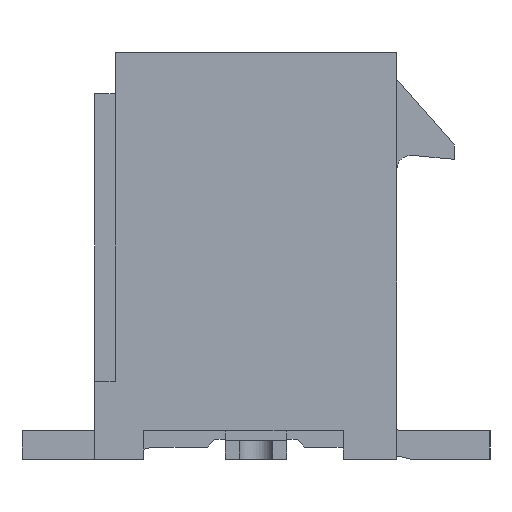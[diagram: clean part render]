
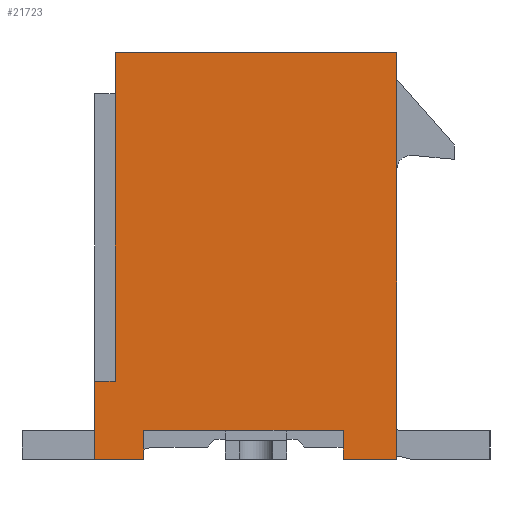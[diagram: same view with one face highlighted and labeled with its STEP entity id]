
A CAD part, left-side view. The second image highlights one B-rep face of the part: STEP entity #21723.
In plain terms, the highlighted face is planar.
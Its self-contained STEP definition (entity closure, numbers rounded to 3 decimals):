
#5202=ORIENTED_EDGE('',*,*,#9158,.F.);
#5203=ORIENTED_EDGE('',*,*,#9303,.F.);
#5204=ORIENTED_EDGE('',*,*,#9304,.F.);
#5205=ORIENTED_EDGE('',*,*,#9305,.F.);
#5206=ORIENTED_EDGE('',*,*,#9290,.F.);
#5207=ORIENTED_EDGE('',*,*,#9306,.T.);
#5208=ORIENTED_EDGE('',*,*,#9307,.T.);
#5209=ORIENTED_EDGE('',*,*,#9278,.T.);
#5210=ORIENTED_EDGE('',*,*,#9301,.T.);
#5211=ORIENTED_EDGE('',*,*,#9308,.F.);
#9158=EDGE_CURVE('',#11332,#11329,#14153,.T.);
#9278=EDGE_CURVE('',#11426,#11425,#14271,.T.);
#9290=EDGE_CURVE('',#11431,#11432,#14283,.T.);
#9301=EDGE_CURVE('',#11425,#11439,#14294,.T.);
#9303=EDGE_CURVE('',#11440,#11332,#14296,.T.);
#9304=EDGE_CURVE('',#11441,#11440,#14297,.T.);
#9305=EDGE_CURVE('',#11432,#11441,#14298,.T.);
#9306=EDGE_CURVE('',#11431,#11442,#14299,.T.);
#9307=EDGE_CURVE('',#11442,#11426,#14300,.T.);
#9308=EDGE_CURVE('',#11329,#11439,#14301,.T.);
#11329=VERTEX_POINT('',#34359);
#11332=VERTEX_POINT('',#34366);
#11425=VERTEX_POINT('',#34617);
#11426=VERTEX_POINT('',#34619);
#11431=VERTEX_POINT('',#34639);
#11432=VERTEX_POINT('',#34641);
#11439=VERTEX_POINT('',#34662);
#11440=VERTEX_POINT('',#34666);
#11441=VERTEX_POINT('',#34668);
#11442=VERTEX_POINT('',#34671);
#14153=LINE('',#34367,#17124);
#14271=LINE('',#34618,#17242);
#14283=LINE('',#34640,#17254);
#14294=LINE('',#34661,#17265);
#14296=LINE('',#34665,#17267);
#14297=LINE('',#34667,#17268);
#14298=LINE('',#34669,#17269);
#14299=LINE('',#34670,#17270);
#14300=LINE('',#34672,#17271);
#14301=LINE('',#34673,#17272);
#17124=VECTOR('',#28081,1000.);
#17242=VECTOR('',#28279,1000.);
#17254=VECTOR('',#28299,1000.);
#17265=VECTOR('',#28316,1000.);
#17267=VECTOR('',#28320,1000.);
#17268=VECTOR('',#28321,1000.);
#17269=VECTOR('',#28322,1000.);
#17270=VECTOR('',#28323,1000.);
#17271=VECTOR('',#28324,1000.);
#17272=VECTOR('',#28325,1000.);
#18355=EDGE_LOOP('',(#5202,#5203,#5204,#5205,#5206,#5207,#5208,#5209,#5210,
#5211));
#19514=FACE_BOUND('',#18355,.T.);
#20617=PLANE('',#23189);
#21723=ADVANCED_FACE('',(#19514),#20617,.T.);
#23189=AXIS2_PLACEMENT_3D('',#34664,#28318,#28319);
#28081=DIRECTION('',(0.,1.,0.));
#28279=DIRECTION('',(0.,0.,-1.));
#28299=DIRECTION('',(0.,1.,0.));
#28316=DIRECTION('',(0.,1.,0.));
#28318=DIRECTION('',(1.,0.,0.));
#28319=DIRECTION('',(0.,0.,-1.));
#28320=DIRECTION('',(0.,0.,-1.));
#28321=DIRECTION('',(0.,-1.,0.));
#28322=DIRECTION('',(0.,0.,-1.));
#28323=DIRECTION('',(0.,0.,-1.));
#28324=DIRECTION('',(0.,1.,0.));
#28325=DIRECTION('',(0.,0.,-1.));
#34359=CARTESIAN_POINT('',(19.85,4.95,-2.48));
#34366=CARTESIAN_POINT('',(19.85,4.25,-2.48));
#34367=CARTESIAN_POINT('',(19.85,-4.95,-2.48));
#34617=CARTESIAN_POINT('',(19.85,3.05,-3.68));
#34618=CARTESIAN_POINT('',(19.85,3.05,-3.18));
#34619=CARTESIAN_POINT('',(19.85,3.05,-3.18));
#34639=CARTESIAN_POINT('',(19.85,-4.95,3.68));
#34640=CARTESIAN_POINT('',(19.85,-4.95,3.68));
#34641=CARTESIAN_POINT('',(19.85,4.95,3.68));
#34661=CARTESIAN_POINT('',(19.85,-4.95,-3.68));
#34662=CARTESIAN_POINT('',(19.85,4.95,-3.68));
#34664=CARTESIAN_POINT('',(19.85,-4.95,3.68));
#34665=CARTESIAN_POINT('',(19.85,4.25,3.68));
#34666=CARTESIAN_POINT('',(19.85,4.25,2.37));
#34667=CARTESIAN_POINT('',(19.85,-4.95,2.37));
#34668=CARTESIAN_POINT('',(19.85,4.95,2.37));
#34669=CARTESIAN_POINT('',(19.85,4.95,3.68));
#34670=CARTESIAN_POINT('',(19.85,-4.95,3.68));
#34671=CARTESIAN_POINT('',(19.85,-4.95,-3.18));
#34672=CARTESIAN_POINT('',(19.85,3.05,-3.18));
#34673=CARTESIAN_POINT('',(19.85,4.95,3.68));
